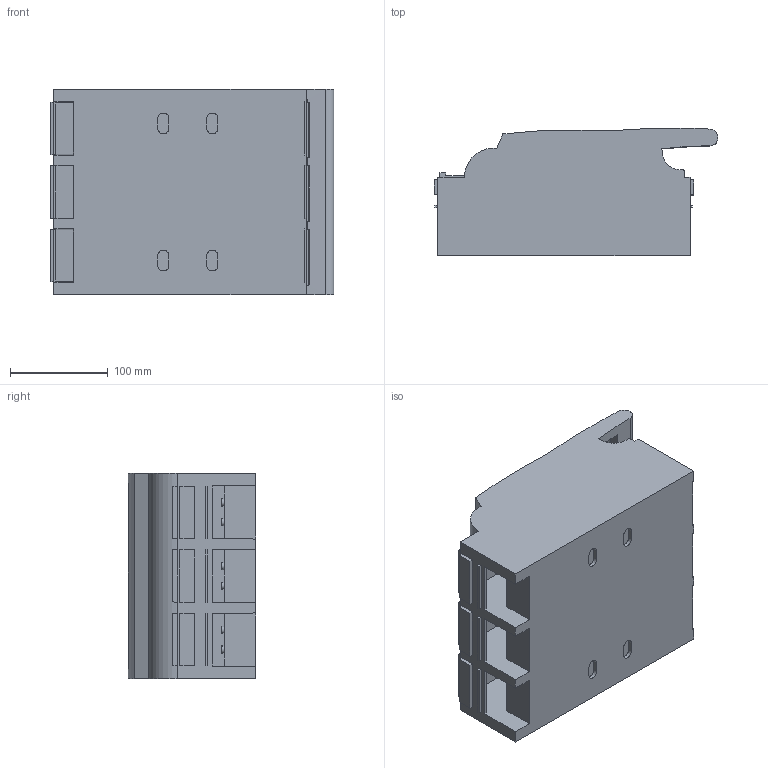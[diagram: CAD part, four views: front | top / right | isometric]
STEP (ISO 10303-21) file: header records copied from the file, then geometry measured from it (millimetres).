
FILE_DESCRIPTION((''),'2;1');
FILE_NAME('XLP2_3P_SW0002','2017-08-29T',('FITOJOE1'),(''),'CREO PARAMETRIC BY PTC INC, 2016380','CREO PARAMETRIC BY PTC INC, 2016380','');
FILE_SCHEMA(('CONFIG_CONTROL_DESIGN'));
Length unit declared in the file: millimetre
Products named in the file (1): XLP2_3P_SW0002
Bounding box: 289.82 x 130 x 210 mm (x, y, z)
Volume: 5337388.7 mm3; surface area: 335447 mm2
Topology: 1 solids, 1 shells, 308 faces, 812 edges, 538 vertices
Faces by surface type: plane 231, cylinder 77
Entity records: 9601 total; most frequent: CARTESIAN_POINT 1716, ORIENTED_EDGE 1624, DIRECTION 1597, EDGE_CURVE 812, VECTOR 625, LINE 625, VERTEX_POINT 538, AXIS2_PLACEMENT_3D 486
